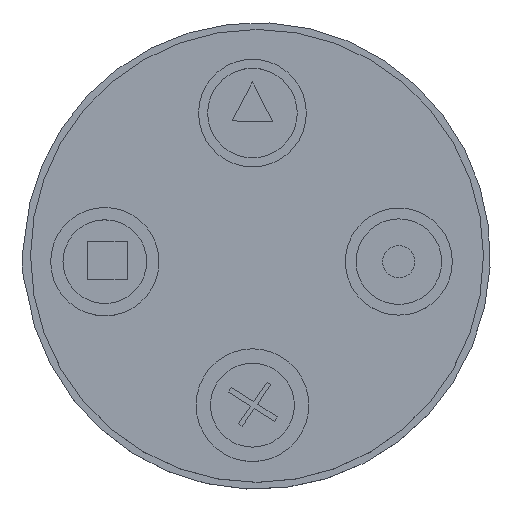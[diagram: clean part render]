
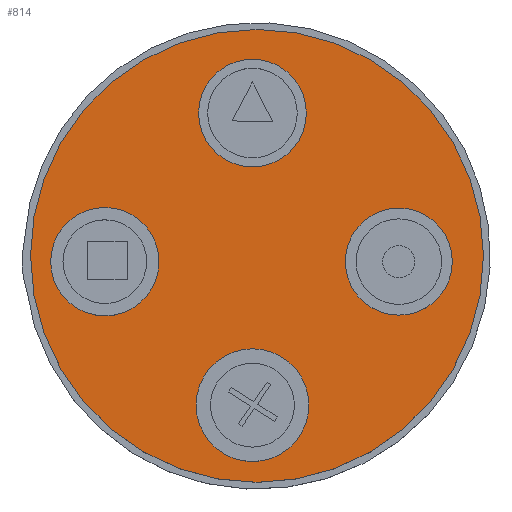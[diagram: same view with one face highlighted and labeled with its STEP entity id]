
A CAD part, top view. The second image highlights one B-rep face of the part: STEP entity #814.
In plain terms, the highlighted planar face has unit normal (0, 0, 1).
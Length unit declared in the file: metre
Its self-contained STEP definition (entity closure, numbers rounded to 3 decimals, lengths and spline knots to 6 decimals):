
#169=ORIENTED_EDGE('',*,*,#360,.F.);
#170=ORIENTED_EDGE('',*,*,#361,.F.);
#171=ORIENTED_EDGE('',*,*,#362,.F.);
#172=ORIENTED_EDGE('',*,*,#363,.F.);
#173=ORIENTED_EDGE('',*,*,#359,.F.);
#359=EDGE_CURVE('',#456,#456,#534,.T.);
#360=EDGE_CURVE('',#457,#457,#535,.F.);
#361=EDGE_CURVE('',#458,#458,#536,.F.);
#362=EDGE_CURVE('',#459,#459,#537,.F.);
#363=EDGE_CURVE('',#460,#460,#538,.F.);
#456=VERTEX_POINT('',#1278);
#457=VERTEX_POINT('',#1281);
#458=VERTEX_POINT('',#1283);
#459=VERTEX_POINT('',#1285);
#460=VERTEX_POINT('',#1287);
#534=CIRCLE('',#898,0.021039);
#535=CIRCLE('',#900,0.004973);
#536=CIRCLE('',#901,0.005001);
#537=CIRCLE('',#902,0.005033);
#538=CIRCLE('',#903,0.00524);
#576=EDGE_LOOP('',(#169));
#577=EDGE_LOOP('',(#170));
#578=EDGE_LOOP('',(#171));
#579=EDGE_LOOP('',(#172));
#580=EDGE_LOOP('',(#173));
#677=FACE_BOUND('',#576,.T.);
#678=FACE_BOUND('',#577,.T.);
#679=FACE_BOUND('',#578,.T.);
#680=FACE_BOUND('',#579,.T.);
#681=FACE_BOUND('',#580,.T.);
#769=PLANE('',#899);
#814=ADVANCED_FACE('',(#677,#678,#679,#680,#681),#769,.F.);
#898=AXIS2_PLACEMENT_3D('',#1277,#1018,#1019);
#899=AXIS2_PLACEMENT_3D('',#1279,#1020,#1021);
#900=AXIS2_PLACEMENT_3D('',#1280,#1022,#1023);
#901=AXIS2_PLACEMENT_3D('',#1282,#1024,#1025);
#902=AXIS2_PLACEMENT_3D('',#1284,#1026,#1027);
#903=AXIS2_PLACEMENT_3D('',#1286,#1028,#1029);
#1018=DIRECTION('',(0.,0.,-1.));
#1019=DIRECTION('',(-1.,0.,0.));
#1020=DIRECTION('',(0.,0.,-1.));
#1021=DIRECTION('',(1.,0.,0.));
#1022=DIRECTION('',(0.,0.,-1.));
#1023=DIRECTION('',(-1.,0.,0.));
#1024=DIRECTION('',(0.,0.,-1.));
#1025=DIRECTION('',(-1.,0.,0.));
#1026=DIRECTION('',(0.,0.,-1.));
#1027=DIRECTION('',(-1.,0.,0.));
#1028=DIRECTION('',(0.,0.,-1.));
#1029=DIRECTION('',(-1.,0.,0.));
#1277=CARTESIAN_POINT('',(0.163502,-0.04519,0.025));
#1278=CARTESIAN_POINT('',(0.142463,-0.04519,0.025));
#1279=CARTESIAN_POINT('',(0.163418,-0.04519,0.025));
#1280=CARTESIAN_POINT('',(0.176677,-0.045727,0.025));
#1281=CARTESIAN_POINT('',(0.171704,-0.045727,0.025));
#1282=CARTESIAN_POINT('',(0.163079,-0.031925,0.025));
#1283=CARTESIAN_POINT('',(0.158078,-0.031925,0.025));
#1284=CARTESIAN_POINT('',(0.149363,-0.045727,0.025));
#1285=CARTESIAN_POINT('',(0.14433,-0.045727,0.025));
#1286=CARTESIAN_POINT('',(0.163079,-0.059061,0.025));
#1287=CARTESIAN_POINT('',(0.157839,-0.059061,0.025));
